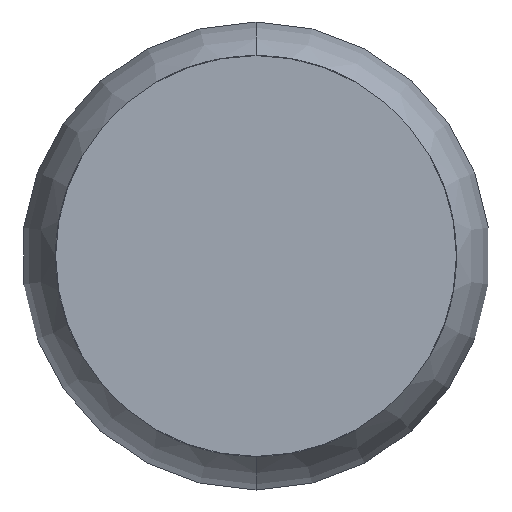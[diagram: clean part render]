
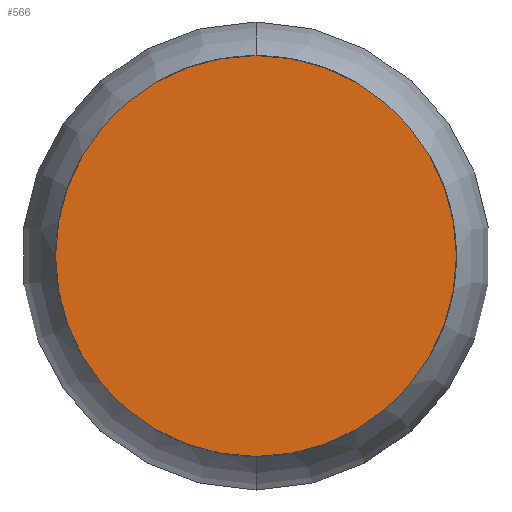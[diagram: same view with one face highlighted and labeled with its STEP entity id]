
A CAD part, front view. The second image highlights one B-rep face of the part: STEP entity #566.
In plain terms, the highlighted planar face has unit normal (0, -1, 0).
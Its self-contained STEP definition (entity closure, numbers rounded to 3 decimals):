
#140 = DIRECTION ( 'NONE',  ( 0., 0., 1. ) ) ;
#539 = VERTEX_POINT ( 'NONE', #3793 ) ;
#552 = AXIS2_PLACEMENT_3D ( 'NONE', #2180, #3350, #2742 ) ;
#555 = CARTESIAN_POINT ( 'NONE',  ( 0., -32.7, 0.35 ) ) ;
#566 = ADVANCED_FACE ( 'Defeature ausgef�hrt4_5', ( #3608 ), #3805, .F. ) ;
#1288 = CIRCLE ( 'NONE', #552, 0.35 ) ;
#1432 = CARTESIAN_POINT ( 'NONE',  ( 0.35, -32.7, 0. ) ) ;
#1476 = ORIENTED_EDGE ( 'NONE', *, *, #3502, .F. ) ;
#1508 = AXIS2_PLACEMENT_3D ( 'NONE', #1566, #3624, #140 ) ;
#1566 = CARTESIAN_POINT ( 'NONE',  ( 0., -32.7, 0. ) ) ;
#1575 = EDGE_LOOP ( 'NONE', ( #1476, #2680 ) ) ;
#1827 = AXIS2_PLACEMENT_3D ( 'NONE', #1432, #2649, #3243 ) ;
#2180 = CARTESIAN_POINT ( 'NONE',  ( 0., -32.7, 0. ) ) ;
#2649 = DIRECTION ( 'NONE',  ( 0., 1., 0. ) ) ;
#2680 = ORIENTED_EDGE ( 'NONE', *, *, #2824, .F. ) ;
#2742 = DIRECTION ( 'NONE',  ( 0., 0., 1. ) ) ;
#2824 = EDGE_CURVE ( 'Defeature ausgef�hrt4_6+Defeature ausgef�hrt4_5+Defeature ausgef�hrt4_5+Defeature ausgef�hrt4_5', #539, #3789, #3037, .T. ) ;
#3037 = CIRCLE ( 'NONE', #1508, 0.35 ) ;
#3243 = DIRECTION ( 'NONE',  ( 0., 0., 1. ) ) ;
#3350 = DIRECTION ( 'NONE',  ( 0., 1., 0. ) ) ;
#3502 = EDGE_CURVE ( 'Defeature ausgef�hrt4_6+Defeature ausgef�hrt4_5+Defeature ausgef�hrt4_5+Defeature ausgef�hrt4_5', #3789, #539, #1288, .T. ) ;
#3608 = FACE_OUTER_BOUND ( 'NONE', #1575, .T. ) ;
#3624 = DIRECTION ( 'NONE',  ( 0., 1., 0. ) ) ;
#3789 = VERTEX_POINT ( 'NONE', #555 ) ;
#3793 = CARTESIAN_POINT ( 'NONE',  ( 0., -32.7, -0.35 ) ) ;
#3805 = PLANE ( 'NONE',  #1827 ) ;
